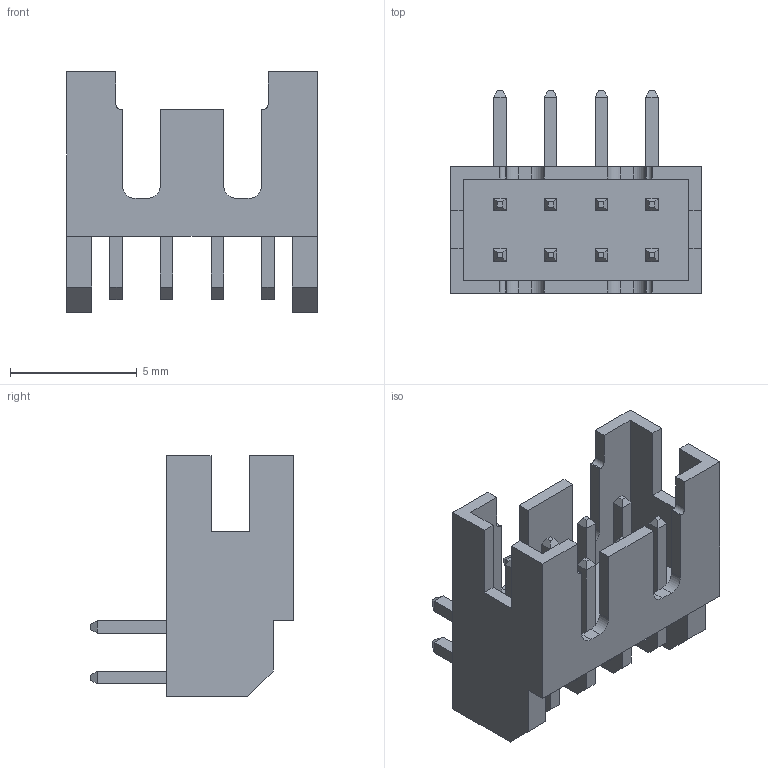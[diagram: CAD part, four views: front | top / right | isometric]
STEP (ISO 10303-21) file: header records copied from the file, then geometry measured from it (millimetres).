
FILE_DESCRIPTION(('CATIA V5 STEP Exchange'),'2;1');
FILE_NAME('S8B-PHDSS(LF)(SN).stp','2020-03-27T00:04:28+00:00',('none'),('none'),'CATIA Version 5-6 Release 2017','CATIA V5 STEP AP203','none');
FILE_SCHEMA(('CONFIG_CONTROL_DESIGN'));
Length unit declared in the file: millimetre
Products named in the file (1): Konektor R/A
Bounding box: 9.9 x 8 x 9.5 mm (x, y, z)
Volume: 128.3 mm3; surface area: 590.6 mm2
Topology: 1 solids, 1 shells, 234 faces, 585 edges, 369 vertices
Faces by surface type: plane 222, cylinder 12
Entity records: 6129 total; most frequent: ORIENTED_EDGE 1170, CARTESIAN_POINT 1168, DIRECTION 735, EDGE_CURVE 585, VECTOR 469, LINE 469, VERTEX_POINT 369, EDGE_LOOP 250
